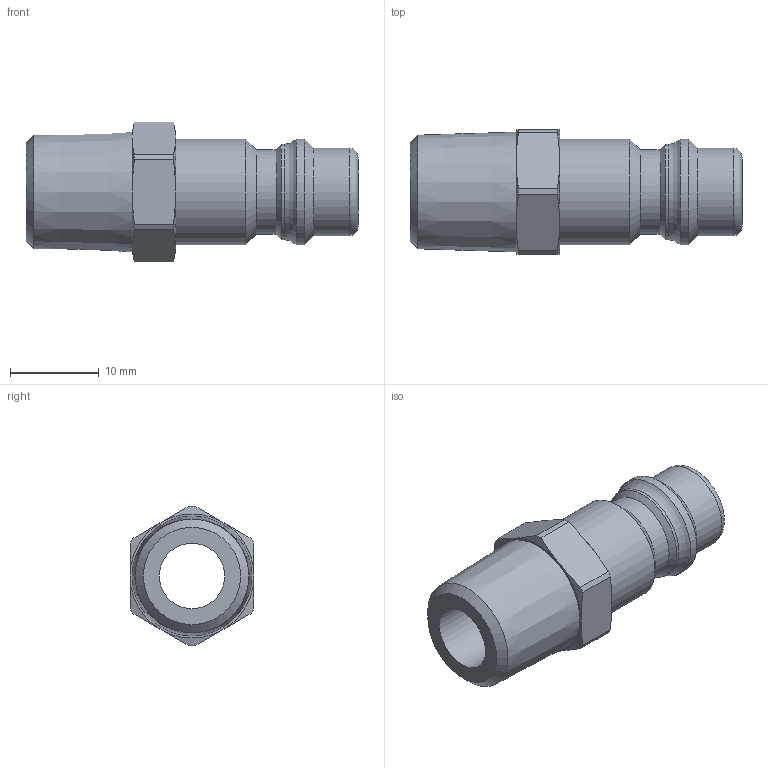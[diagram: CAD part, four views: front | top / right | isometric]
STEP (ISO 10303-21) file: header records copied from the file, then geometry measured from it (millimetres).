
FILE_DESCRIPTION((''),'2;1');
FILE_NAME('95ssak13mxn.stp','2014-07-02T08:36:14',('IA176480'),(''),'Autodesk Inventor 2013','Autodesk Inventor 2013','');
FILE_SCHEMA(('AUTOMOTIVE_DESIGN { 1 0 10303 214 1 1 1 1 }'));
Length unit declared in the file: millimetre
Products named in the file (1): D110897
Bounding box: 37.5 x 14 x 15.8 mm (x, y, z)
Volume: 2782.6 mm3; surface area: 2515.5 mm2
Topology: 1 solids, 1 shells, 41 faces, 89 edges, 52 vertices
Faces by surface type: cone 17, cylinder 12, plane 10, torus 2
Full cylindrical faces by diameter (mm): 7.4 x1, 9.6 x1, 9.9 x1, 10.8 x1, 11.95 x2
Entity records: 1048 total; most frequent: CARTESIAN_POINT 218, DIRECTION 176, ORIENTED_EDGE 152, AXIS2_PLACEMENT_3D 82, EDGE_CURVE 76, EDGE_LOOP 58, VERTEX_POINT 52, FACE_OUTER_BOUND 41
